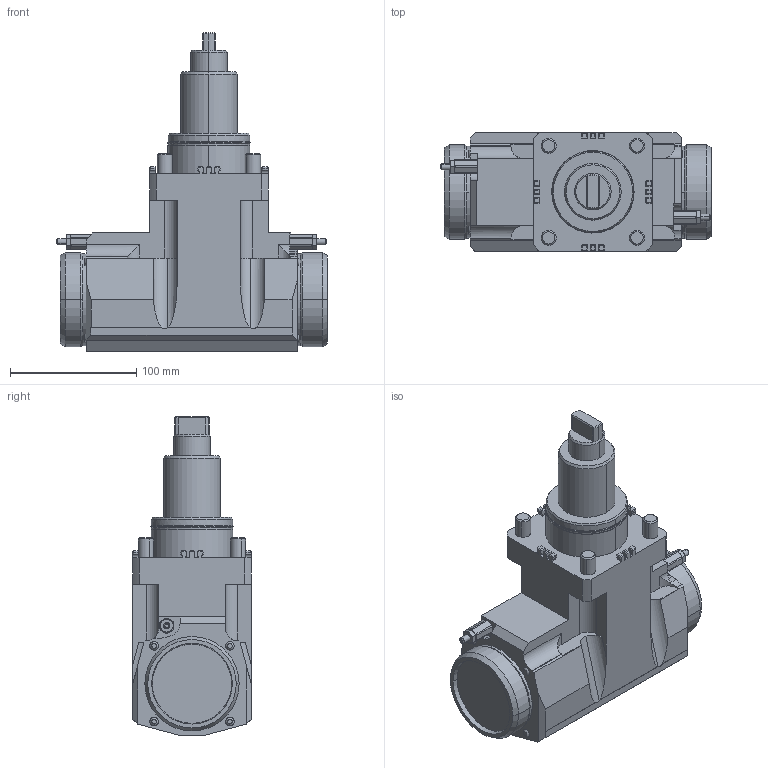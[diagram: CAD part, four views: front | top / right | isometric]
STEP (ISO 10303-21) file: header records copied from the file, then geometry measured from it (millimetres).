
FILE_DESCRIPTION(('HOOPS Exchange Step'),'2;1');
FILE_NAME('Modelcomposition.stp','2024-06-06T13:50:08+00:00',('toolarena-modelservice-ewspro'),('Unknown organisation'),'HOOPS Exchange 2021.2','HOOPS Exchange','Unknown authorisation');
FILE_SCHEMA( ('AP242_MANAGED_MODEL_BASED_3D_ENGINEERING_MIM_LF {1 0 10303 442 1 1 4 }') );
Length unit declared in the file: millimetre
Products named in the file (1): EWS_225713_DIN4003
Bounding box: 214.8 x 94 x 253 mm (x, y, z)
Volume: 2018400.5 mm3; surface area: 126760.3 mm2
Topology: 1 solids, 1 shells, 431 faces, 1112 edges, 708 vertices
Faces by surface type: plane 255, cylinder 100, cone 64, bspline 8, torus 4
Entity records: 13216 total; most frequent: CARTESIAN_POINT 2627, DIRECTION 2246, ORIENTED_EDGE 2224, EDGE_CURVE 1112, AXIS2_PLACEMENT_3D 783, VERTEX_POINT 708, VECTOR 680, LINE 680
